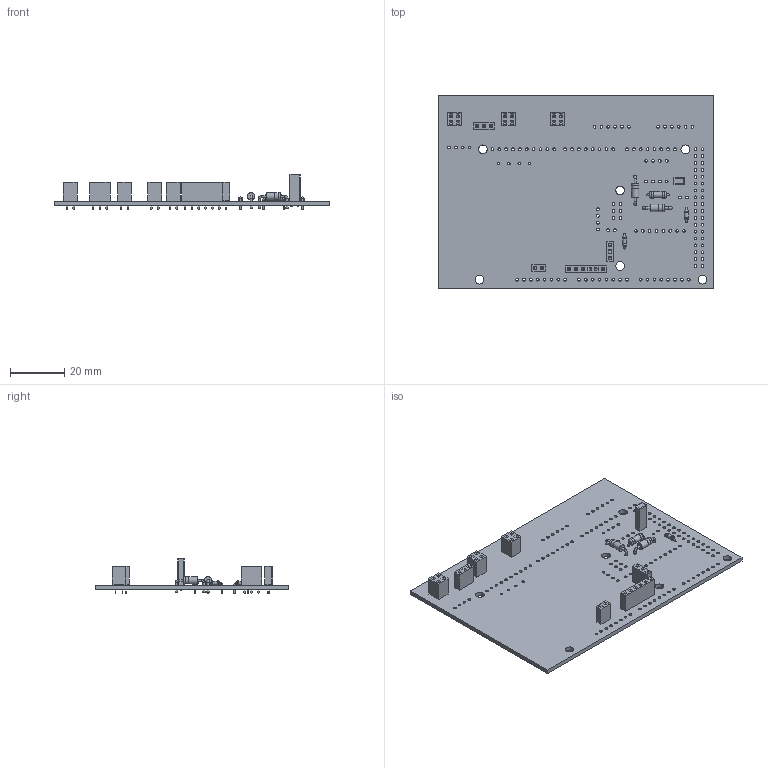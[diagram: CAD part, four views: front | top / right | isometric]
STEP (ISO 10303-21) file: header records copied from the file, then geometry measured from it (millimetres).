
FILE_DESCRIPTION(('KiCad electronic assembly'),'2;1');
FILE_NAME('Mega_Shieldv4.step','2021-02-21T20:41:48',('An Author'),( 'A Company'),'Open CASCADE STEP processor 6.9', 'KiCad to STEP converter','Unknown');
FILE_SCHEMA(('AUTOMOTIVE_DESIGN { 1 0 10303 214 1 1 1 1 }'));
Length unit declared in the file: millimetre
Products named in the file (18): Open CASCADE STEP translator 6.9 1; C_Rect_L4.0mm_W2.5mm_P2.50mm; SOLID; R_Axial_DIN0207_L6.3mm_D2.5mm_P7.62mm_Horizontal; D_DO-41_SOD81_P10.16mm_Horizontal; R_Axial_DIN0204_L3.6mm_D1.6mm_P5.08mm_Horizontal; PinSocket_1x03_P2.54mm_Vertical; PinSocket_1x06_P2.54mm_Vertical; PinSocket_2x02_P2.54mm_Vertical; PinSocket_1x02_P2.54mm_Vertical; COMPOUND
Assembly tree (22 placements, depth 3):
  Open CASCADE STEP translator 6.9 1
    C_Rect_L4.0mm_W2.5mm_P2.50mm
      SOLID
    R_Axial_DIN0207_L6.3mm_D2.5mm_P7.62mm_Horizontal
      SOLID
    D_DO-41_SOD81_P10.16mm_Horizontal  x2
      SOLID
    R_Axial_DIN0204_L3.6mm_D1.6mm_P5.08mm_Horizontal  x2
      SOLID
    PinSocket_1x03_P2.54mm_Vertical  x2
      SOLID
    PinSocket_1x06_P2.54mm_Vertical
      SOLID
    PinSocket_2x02_P2.54mm_Vertical  x3
      SOLID
    PinSocket_1x02_P2.54mm_Vertical
      SOLID
    COMPOUND
Bounding box: 101.98 x 71.75 x 13.1 mm (x, y, z)
Volume: 12735.2 mm3; surface area: 18207.2 mm2
Topology: 14 solids, 14 shells, 1159 faces, 2961 edges, 1926 vertices
Faces by surface type: plane 920, cylinder 219, torus 16, sphere 4
Full cylindrical faces by diameter (mm): 0.5 x6, 0.6 x2, 0.7 x4, 0.8 x12, 0.9 x4, 1 x66, 1.016 x92, 1.1 x4, 1.44 x2, 1.6 x4, 2.25 x1, 2.5 x2, 2.7 x4, 2.72 x2, 3.2 x6
Entity records: 55679 total; most frequent: CARTESIAN_POINT 10228, DIRECTION 7827, LINE 5031, VECTOR 5031, ORIENTED_EDGE 3918, PCURVE 3918, DEFINITIONAL_REPRESENTATION 3918, EDGE_CURVE 1959
